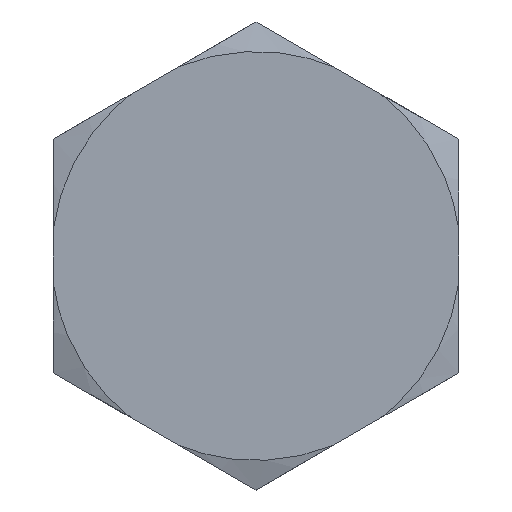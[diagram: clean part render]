
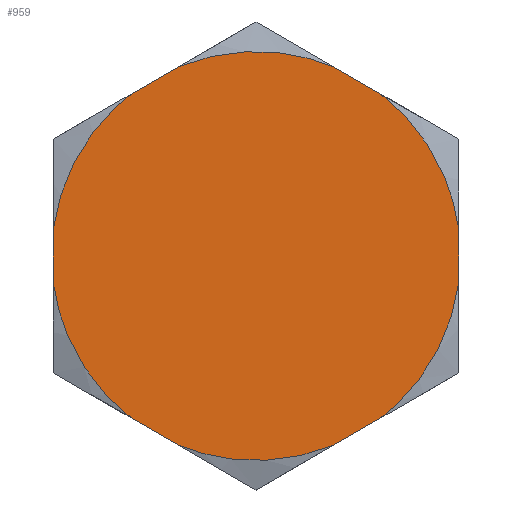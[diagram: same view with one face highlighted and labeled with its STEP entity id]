
A CAD part, left-side view. The second image highlights one B-rep face of the part: STEP entity #959.
In plain terms, the highlighted planar face has unit normal (-1, 0, 0).
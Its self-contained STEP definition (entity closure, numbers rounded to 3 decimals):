
#5 = CARTESIAN_POINT ( 'NONE',  ( 0., 3.363, -25.889 ) ) ;
#7 = CARTESIAN_POINT ( 'NONE',  ( 0., -25., 3.366 ) ) ;
#18 = ORIENTED_EDGE ( 'NONE', *, *, #1221, .T. ) ;
#34 = CARTESIAN_POINT ( 'NONE',  ( 0., 9.585, -23.334 ) ) ;
#51 = CARTESIAN_POINT ( 'NONE',  ( 0., -9.585, 23.334 ) ) ;
#67 = CARTESIAN_POINT ( 'NONE',  ( 0., 20.739, -15.857 ) ) ;
#80 = PLANE ( 'NONE',  #573 ) ;
#86 = CARTESIAN_POINT ( 'NONE',  ( 0., 25., 3.366 ) ) ;
#98 = VECTOR ( 'NONE', #664, 1000. ) ;
#127 = VERTEX_POINT ( 'NONE', #424 ) ;
#128 =( BOUNDED_CURVE ( )  B_SPLINE_CURVE ( 3, ( #1190, #933, #452, #1420 ),
 .UNSPECIFIED., .F., .T. ) 
 B_SPLINE_CURVE_WITH_KNOTS ( ( 4, 4 ),
 ( 0., 0.02 ),
 .UNSPECIFIED. ) 
 CURVE ( )  GEOMETRIC_REPRESENTATION_ITEM ( )  RATIONAL_B_SPLINE_CURVE ( ( 0.999, 0.949, 0.949, 0.999 ) ) 
 REPRESENTATION_ITEM ( '' )  );
#136 = LINE ( 'NONE', #1584, #231 ) ;
#146 = VERTEX_POINT ( 'NONE', #852 ) ;
#167 = VERTEX_POINT ( 'NONE', #51 ) ;
#216 = CARTESIAN_POINT ( 'NONE',  ( 0., -15.415, -19.968 ) ) ;
#219 =( BOUNDED_CURVE ( )  B_SPLINE_CURVE ( 3, ( #1154, #348, #1305, #216 ),
 .UNSPECIFIED., .F., .F. ) 
 B_SPLINE_CURVE_WITH_KNOTS ( ( 4, 4 ),
 ( 0., 0.02 ),
 .UNSPECIFIED. ) 
 CURVE ( )  GEOMETRIC_REPRESENTATION_ITEM ( )  RATIONAL_B_SPLINE_CURVE ( ( 0.999, 0.949, 0.949, 0.999 ) ) 
 REPRESENTATION_ITEM ( '' )  );
#227 = LINE ( 'NONE', #546, #1432 ) ;
#231 = VECTOR ( 'NONE', #1327, 1000. ) ;
#242 = CARTESIAN_POINT ( 'NONE',  ( 0., -25., -14.434 ) ) ;
#245 =( BOUNDED_CURVE ( )  B_SPLINE_CURVE ( 3, ( #1428, #1560, #471, #824 ),
 .UNSPECIFIED., .F., .F. ) 
 B_SPLINE_CURVE_WITH_KNOTS ( ( 4, 4 ),
 ( 0., 0.02 ),
 .UNSPECIFIED. ) 
 CURVE ( )  GEOMETRIC_REPRESENTATION_ITEM ( )  RATIONAL_B_SPLINE_CURVE ( ( 0.999, 0.949, 0.949, 0.999 ) ) 
 REPRESENTATION_ITEM ( '' )  );
#263 = ORIENTED_EDGE ( 'NONE', *, *, #1307, .T. ) ;
#273 = EDGE_CURVE ( 'NONE', #1065, #1053, #1430, .T. ) ;
#311 = CARTESIAN_POINT ( 'NONE',  ( 0., 25., -3.366 ) ) ;
#335 = EDGE_CURVE ( 'NONE', #1352, #448, #219, .T. ) ;
#340 = CARTESIAN_POINT ( 'NONE',  ( 0., -15.415, 19.968 ) ) ;
#348 = CARTESIAN_POINT ( 'NONE',  ( 0., -24.102, -10.032 ) ) ;
#381 = VECTOR ( 'NONE', #481, 1000. ) ;
#400 = LINE ( 'NONE', #242, #381 ) ;
#424 = CARTESIAN_POINT ( 'NONE',  ( 0., 15.415, 19.968 ) ) ;
#431 = VERTEX_POINT ( 'NONE', #1575 ) ;
#448 = VERTEX_POINT ( 'NONE', #1518 ) ;
#452 = CARTESIAN_POINT ( 'NONE',  ( 0., -3.363, 25.889 ) ) ;
#460 = DIRECTION ( 'NONE',  ( 0., 0., -1. ) ) ;
#471 = CARTESIAN_POINT ( 'NONE',  ( 0., 20.739, 15.857 ) ) ;
#481 = DIRECTION ( 'NONE',  ( 0., -0.866, 0.5 ) ) ;
#486 = CARTESIAN_POINT ( 'NONE',  ( 0., -20.739, 15.857 ) ) ;
#546 = CARTESIAN_POINT ( 'NONE',  ( 0., 25., -14.434 ) ) ;
#549 = DIRECTION ( 'NONE',  ( 0., 0., -1. ) ) ;
#568 = EDGE_CURVE ( 'NONE', #1352, #431, #1557, .T. ) ;
#573 = AXIS2_PLACEMENT_3D ( 'NONE', #1058, #1313, #460 ) ;
#578 = ORIENTED_EDGE ( 'NONE', *, *, #335, .F. ) ;
#632 = VERTEX_POINT ( 'NONE', #945 ) ;
#656 = DIRECTION ( 'NONE',  ( 0., 0.866, -0.5 ) ) ;
#664 = DIRECTION ( 'NONE',  ( 0., -0.866, -0.5 ) ) ;
#677 = CARTESIAN_POINT ( 'NONE',  ( 0., 24.102, -10.032 ) ) ;
#713 = CARTESIAN_POINT ( 'NONE',  ( 0., 25., -3.366 ) ) ;
#725 = LINE ( 'NONE', #1377, #1317 ) ;
#736 = CARTESIAN_POINT ( 'NONE',  ( 0., -3.363, -25.889 ) ) ;
#753 = ORIENTED_EDGE ( 'NONE', *, *, #1539, .F. ) ;
#787 = CARTESIAN_POINT ( 'NONE',  ( 0., 15.415, -19.968 ) ) ;
#815 =( BOUNDED_CURVE ( )  B_SPLINE_CURVE ( 3, ( #960, #486, #842, #7 ),
 .UNSPECIFIED., .F., .T. ) 
 B_SPLINE_CURVE_WITH_KNOTS ( ( 4, 4 ),
 ( 0., 0.02 ),
 .UNSPECIFIED. ) 
 CURVE ( )  GEOMETRIC_REPRESENTATION_ITEM ( )  RATIONAL_B_SPLINE_CURVE ( ( 0.999, 0.949, 0.949, 0.999 ) ) 
 REPRESENTATION_ITEM ( '' )  );
#824 = CARTESIAN_POINT ( 'NONE',  ( 0., 15.415, 19.968 ) ) ;
#842 = CARTESIAN_POINT ( 'NONE',  ( 0., -24.102, 10.032 ) ) ;
#852 = CARTESIAN_POINT ( 'NONE',  ( 0., 9.585, 23.334 ) ) ;
#890 = EDGE_LOOP ( 'NONE', ( #263, #1334, #1108, #753, #1502, #578, #1089, #1385, #1551, #1051, #18, #1383 ) ) ;
#900 = VECTOR ( 'NONE', #1278, 1000. ) ;
#918 = FACE_OUTER_BOUND ( 'NONE', #890, .T. ) ;
#933 = CARTESIAN_POINT ( 'NONE',  ( 0., 3.363, 25.889 ) ) ;
#945 = CARTESIAN_POINT ( 'NONE',  ( 0., -9.585, -23.334 ) ) ;
#948 = EDGE_CURVE ( 'NONE', #146, #167, #128, .T. ) ;
#952 = VERTEX_POINT ( 'NONE', #86 ) ;
#955 = CARTESIAN_POINT ( 'NONE',  ( 0., 9.585, -23.334 ) ) ;
#959 = ADVANCED_FACE ( 'NONE', ( #918 ), #80, .F. ) ;
#960 = CARTESIAN_POINT ( 'NONE',  ( 0., -15.415, 19.968 ) ) ;
#1051 = ORIENTED_EDGE ( 'NONE', *, *, #948, .F. ) ;
#1053 = VERTEX_POINT ( 'NONE', #713 ) ;
#1058 = CARTESIAN_POINT ( 'NONE',  ( 0., 0., 0. ) ) ;
#1065 = VERTEX_POINT ( 'NONE', #1457 ) ;
#1089 = ORIENTED_EDGE ( 'NONE', *, *, #568, .T. ) ;
#1100 = CARTESIAN_POINT ( 'NONE',  ( 0., -9.585, -23.334 ) ) ;
#1108 = ORIENTED_EDGE ( 'NONE', *, *, #1243, .T. ) ;
#1154 = CARTESIAN_POINT ( 'NONE',  ( 0., -25., -3.366 ) ) ;
#1181 = VERTEX_POINT ( 'NONE', #34 ) ;
#1190 = CARTESIAN_POINT ( 'NONE',  ( 0., 9.585, 23.334 ) ) ;
#1218 =( BOUNDED_CURVE ( )  B_SPLINE_CURVE ( 3, ( #1100, #736, #5, #955 ),
 .UNSPECIFIED., .F., .T. ) 
 B_SPLINE_CURVE_WITH_KNOTS ( ( 4, 4 ),
 ( 0., 0.02 ),
 .UNSPECIFIED. ) 
 CURVE ( )  GEOMETRIC_REPRESENTATION_ITEM ( )  RATIONAL_B_SPLINE_CURVE ( ( 0.999, 0.949, 0.949, 0.999 ) ) 
 REPRESENTATION_ITEM ( '' )  );
#1221 = EDGE_CURVE ( 'NONE', #146, #127, #725, .T. ) ;
#1243 = EDGE_CURVE ( 'NONE', #1065, #1181, #1510, .T. ) ;
#1249 = CARTESIAN_POINT ( 'NONE',  ( 0., 0., -28.868 ) ) ;
#1278 = DIRECTION ( 'NONE',  ( 0., 0., 1. ) ) ;
#1305 = CARTESIAN_POINT ( 'NONE',  ( 0., -20.739, -15.857 ) ) ;
#1307 = EDGE_CURVE ( 'NONE', #952, #1053, #227, .T. ) ;
#1313 = DIRECTION ( 'NONE',  ( 1., 0., 0. ) ) ;
#1317 = VECTOR ( 'NONE', #656, 1000. ) ;
#1327 = DIRECTION ( 'NONE',  ( 0., 0.866, 0.5 ) ) ;
#1334 = ORIENTED_EDGE ( 'NONE', *, *, #273, .F. ) ;
#1352 = VERTEX_POINT ( 'NONE', #1554 ) ;
#1361 = EDGE_CURVE ( 'NONE', #952, #127, #245, .T. ) ;
#1377 = CARTESIAN_POINT ( 'NONE',  ( 0., 25., 14.434 ) ) ;
#1383 = ORIENTED_EDGE ( 'NONE', *, *, #1361, .F. ) ;
#1385 = ORIENTED_EDGE ( 'NONE', *, *, #1561, .F. ) ;
#1420 = CARTESIAN_POINT ( 'NONE',  ( 0., -9.585, 23.334 ) ) ;
#1428 = CARTESIAN_POINT ( 'NONE',  ( 0., 25., 3.366 ) ) ;
#1429 = VERTEX_POINT ( 'NONE', #340 ) ;
#1430 =( BOUNDED_CURVE ( )  B_SPLINE_CURVE ( 3, ( #787, #67, #677, #311 ),
 .UNSPECIFIED., .F., .F. ) 
 B_SPLINE_CURVE_WITH_KNOTS ( ( 4, 4 ),
 ( 0., 0.02 ),
 .UNSPECIFIED. ) 
 CURVE ( )  GEOMETRIC_REPRESENTATION_ITEM ( )  RATIONAL_B_SPLINE_CURVE ( ( 0.999, 0.949, 0.949, 0.999 ) ) 
 REPRESENTATION_ITEM ( '' )  );
#1432 = VECTOR ( 'NONE', #549, 1000. ) ;
#1457 = CARTESIAN_POINT ( 'NONE',  ( 0., 15.415, -19.968 ) ) ;
#1474 = EDGE_CURVE ( 'NONE', #632, #448, #400, .T. ) ;
#1502 = ORIENTED_EDGE ( 'NONE', *, *, #1474, .T. ) ;
#1506 = CARTESIAN_POINT ( 'NONE',  ( 0., -25., 14.434 ) ) ;
#1510 = LINE ( 'NONE', #1249, #98 ) ;
#1518 = CARTESIAN_POINT ( 'NONE',  ( 0., -15.415, -19.968 ) ) ;
#1527 = EDGE_CURVE ( 'NONE', #1429, #167, #136, .T. ) ;
#1539 = EDGE_CURVE ( 'NONE', #632, #1181, #1218, .T. ) ;
#1551 = ORIENTED_EDGE ( 'NONE', *, *, #1527, .T. ) ;
#1554 = CARTESIAN_POINT ( 'NONE',  ( 0., -25., -3.366 ) ) ;
#1557 = LINE ( 'NONE', #1506, #900 ) ;
#1560 = CARTESIAN_POINT ( 'NONE',  ( 0., 24.102, 10.032 ) ) ;
#1561 = EDGE_CURVE ( 'NONE', #1429, #431, #815, .T. ) ;
#1575 = CARTESIAN_POINT ( 'NONE',  ( 0., -25., 3.366 ) ) ;
#1584 = CARTESIAN_POINT ( 'NONE',  ( 0., 0., 28.868 ) ) ;
